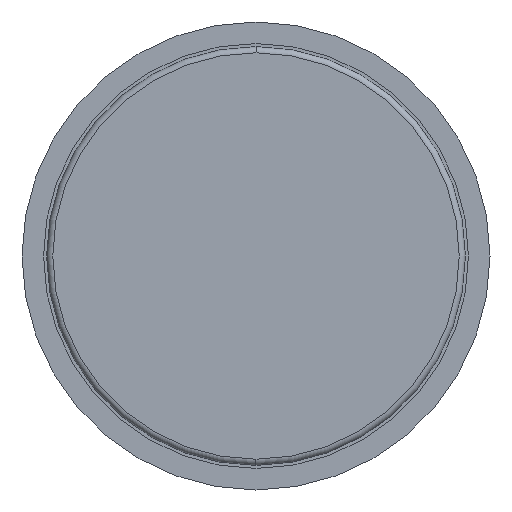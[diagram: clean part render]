
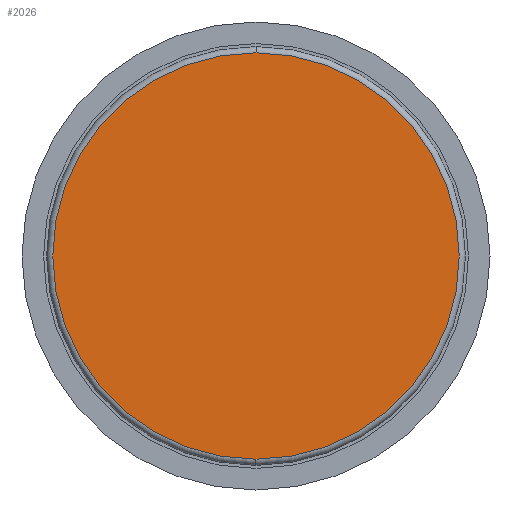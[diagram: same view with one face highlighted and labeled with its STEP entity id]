
A CAD part, front view. The second image highlights one B-rep face of the part: STEP entity #2026.
In plain terms, the highlighted planar face has unit normal (0, -1, 0).
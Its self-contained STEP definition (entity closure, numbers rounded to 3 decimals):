
#185 = DIRECTION ( 'NONE',  ( 0., -1., 0. ) ) ;
#219 = DIRECTION ( 'NONE',  ( 1., 0., 0. ) ) ;
#327 = AXIS2_PLACEMENT_3D ( 'NONE', #2472, #505, #219 ) ;
#342 = EDGE_LOOP ( 'NONE', ( #2711, #1453 ) ) ;
#505 = DIRECTION ( 'NONE',  ( 0., -1., 0. ) ) ;
#787 = AXIS2_PLACEMENT_3D ( 'NONE', #1251, #2248, #2521 ) ;
#837 = EDGE_CURVE ( 'NONE', #1878, #3211, #896, .T. ) ;
#896 = CIRCLE ( 'NONE', #787, 33. ) ;
#1121 = CIRCLE ( 'NONE', #3017, 33. ) ;
#1161 = DIRECTION ( 'NONE',  ( 0., 0., 1. ) ) ;
#1251 = CARTESIAN_POINT ( 'NONE',  ( 0., 0., 0. ) ) ;
#1453 = ORIENTED_EDGE ( 'NONE', *, *, #1706, .T. ) ;
#1706 = EDGE_CURVE ( 'NONE', #3211, #1878, #1121, .T. ) ;
#1725 = FACE_OUTER_BOUND ( 'NONE', #342, .T. ) ;
#1878 = VERTEX_POINT ( 'NONE', #2514 ) ;
#2026 = ADVANCED_FACE ( 'NONE', ( #1725 ), #2766, .T. ) ;
#2111 = CARTESIAN_POINT ( 'NONE',  ( 0., 0., -33. ) ) ;
#2248 = DIRECTION ( 'NONE',  ( 0., -1., 0. ) ) ;
#2432 = CARTESIAN_POINT ( 'NONE',  ( 0., 0., 0. ) ) ;
#2472 = CARTESIAN_POINT ( 'NONE',  ( -33.366, 0., -33. ) ) ;
#2514 = CARTESIAN_POINT ( 'NONE',  ( 0., 0., 33. ) ) ;
#2521 = DIRECTION ( 'NONE',  ( 0., 0., 1. ) ) ;
#2711 = ORIENTED_EDGE ( 'NONE', *, *, #837, .T. ) ;
#2766 = PLANE ( 'NONE',  #327 ) ;
#3017 = AXIS2_PLACEMENT_3D ( 'NONE', #2432, #185, #1161 ) ;
#3211 = VERTEX_POINT ( 'NONE', #2111 ) ;
